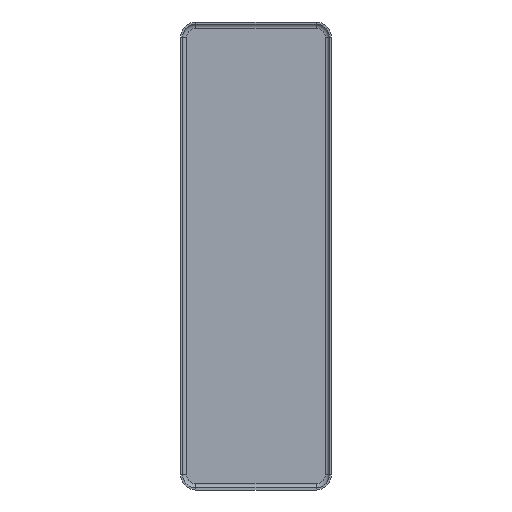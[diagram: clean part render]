
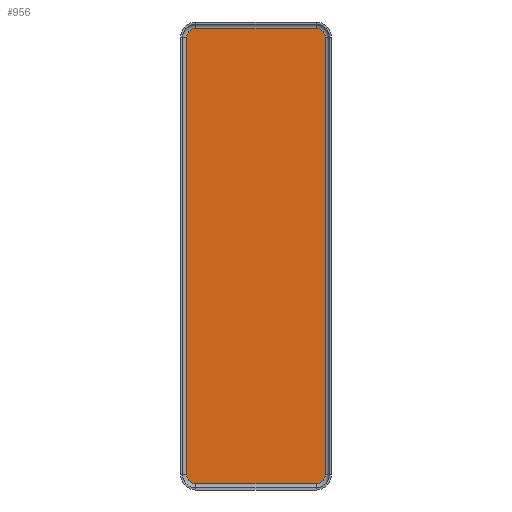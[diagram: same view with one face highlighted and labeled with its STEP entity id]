
A CAD part, front view. The second image highlights one B-rep face of the part: STEP entity #956.
In plain terms, the highlighted planar face has unit normal (0, -1, 0).
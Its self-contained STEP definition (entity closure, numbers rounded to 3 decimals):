
#16 = CARTESIAN_POINT ( 'NONE',  ( -6.8, -0.2, 21.5 ) ) ;
#19 = CARTESIAN_POINT ( 'NONE',  ( 5.9, -0.2, 21.5 ) ) ;
#20 = AXIS2_PLACEMENT_3D ( 'NONE', #729, #820, #363 ) ;
#23 = LINE ( 'NONE', #837, #795 ) ;
#70 = LINE ( 'NONE', #973, #327 ) ;
#80 = AXIS2_PLACEMENT_3D ( 'NONE', #88, #352, #357 ) ;
#82 = DIRECTION ( 'NONE',  ( 0., 0., 1. ) ) ;
#88 = CARTESIAN_POINT ( 'NONE',  ( -5.9, -0.2, 21.5 ) ) ;
#170 = VERTEX_POINT ( 'NONE', #629 ) ;
#218 = ORIENTED_EDGE ( 'NONE', *, *, #567, .F. ) ;
#235 = AXIS2_PLACEMENT_3D ( 'NONE', #19, #931, #1128 ) ;
#245 = VERTEX_POINT ( 'NONE', #262 ) ;
#262 = CARTESIAN_POINT ( 'NONE',  ( -6.8, -0.2, -21.5 ) ) ;
#268 = CIRCLE ( 'NONE', #80, 0.9 ) ;
#270 = CARTESIAN_POINT ( 'NONE',  ( 5.9, -0.2, -21.5 ) ) ;
#283 = CIRCLE ( 'NONE', #636, 0.9 ) ;
#289 = DIRECTION ( 'NONE',  ( 1., 0., 0. ) ) ;
#314 = CARTESIAN_POINT ( 'NONE',  ( 6.8, -0.2, -21.5 ) ) ;
#327 = VECTOR ( 'NONE', #877, 1000. ) ;
#328 = VERTEX_POINT ( 'NONE', #678 ) ;
#343 = VECTOR ( 'NONE', #766, 1000. ) ;
#352 = DIRECTION ( 'NONE',  ( 0., 1., 0. ) ) ;
#357 = DIRECTION ( 'NONE',  ( 0., 0., 1. ) ) ;
#363 = DIRECTION ( 'NONE',  ( 0., 0., 1. ) ) ;
#366 = VERTEX_POINT ( 'NONE', #774 ) ;
#367 = EDGE_CURVE ( 'NONE', #974, #328, #995, .T. ) ;
#379 = ORIENTED_EDGE ( 'NONE', *, *, #738, .F. ) ;
#387 = CARTESIAN_POINT ( 'NONE',  ( -6.8, -0.2, -21.5 ) ) ;
#423 = ORIENTED_EDGE ( 'NONE', *, *, #986, .F. ) ;
#450 = DIRECTION ( 'NONE',  ( -1., 0., 0. ) ) ;
#465 = CARTESIAN_POINT ( 'NONE',  ( 5.9, -0.2, 22.4 ) ) ;
#471 = LINE ( 'NONE', #387, #343 ) ;
#504 = EDGE_CURVE ( 'NONE', #366, #245, #603, .T. ) ;
#529 = DIRECTION ( 'NONE',  ( 0., 0., -1. ) ) ;
#530 = DIRECTION ( 'NONE',  ( 0., 1., 0. ) ) ;
#548 = EDGE_CURVE ( 'NONE', #1067, #1089, #283, .T. ) ;
#558 = AXIS2_PLACEMENT_3D ( 'NONE', #924, #654, #529 ) ;
#564 = ORIENTED_EDGE ( 'NONE', *, *, #592, .F. ) ;
#567 = EDGE_CURVE ( 'NONE', #1089, #366, #724, .T. ) ;
#568 = ORIENTED_EDGE ( 'NONE', *, *, #504, .F. ) ;
#592 = EDGE_CURVE ( 'NONE', #937, #170, #268, .T. ) ;
#603 = CIRCLE ( 'NONE', #20, 0.9 ) ;
#629 = CARTESIAN_POINT ( 'NONE',  ( -5.9, -0.2, 22.4 ) ) ;
#633 = CARTESIAN_POINT ( 'NONE',  ( 5.9, -0.2, -22.4 ) ) ;
#636 = AXIS2_PLACEMENT_3D ( 'NONE', #270, #530, #82 ) ;
#654 = DIRECTION ( 'NONE',  ( 0., -1., 0. ) ) ;
#678 = CARTESIAN_POINT ( 'NONE',  ( 6.8, -0.2, 21.5 ) ) ;
#682 = ORIENTED_EDGE ( 'NONE', *, *, #796, .F. ) ;
#724 = LINE ( 'NONE', #633, #1106 ) ;
#729 = CARTESIAN_POINT ( 'NONE',  ( -5.9, -0.2, -21.5 ) ) ;
#737 = PLANE ( 'NONE',  #558 ) ;
#738 = EDGE_CURVE ( 'NONE', #245, #937, #471, .T. ) ;
#766 = DIRECTION ( 'NONE',  ( 0., 0., 1. ) ) ;
#774 = CARTESIAN_POINT ( 'NONE',  ( -5.9, -0.2, -22.4 ) ) ;
#795 = VECTOR ( 'NONE', #289, 1000. ) ;
#796 = EDGE_CURVE ( 'NONE', #328, #1067, #70, .T. ) ;
#820 = DIRECTION ( 'NONE',  ( 0., 1., 0. ) ) ;
#837 = CARTESIAN_POINT ( 'NONE',  ( -5.9, -0.2, 22.4 ) ) ;
#860 = ORIENTED_EDGE ( 'NONE', *, *, #548, .F. ) ;
#877 = DIRECTION ( 'NONE',  ( 0., 0., -1. ) ) ;
#924 = CARTESIAN_POINT ( 'NONE',  ( 5.9, -0.2, 21.5 ) ) ;
#931 = DIRECTION ( 'NONE',  ( 0., 1., 0. ) ) ;
#937 = VERTEX_POINT ( 'NONE', #16 ) ;
#953 = CARTESIAN_POINT ( 'NONE',  ( 5.9, -0.2, -22.4 ) ) ;
#956 = ADVANCED_FACE ( 'NONE', ( #1097 ), #737, .T. ) ;
#969 = ORIENTED_EDGE ( 'NONE', *, *, #367, .F. ) ;
#973 = CARTESIAN_POINT ( 'NONE',  ( 6.8, -0.2, 21.5 ) ) ;
#974 = VERTEX_POINT ( 'NONE', #465 ) ;
#986 = EDGE_CURVE ( 'NONE', #170, #974, #23, .T. ) ;
#995 = CIRCLE ( 'NONE', #235, 0.9 ) ;
#1067 = VERTEX_POINT ( 'NONE', #314 ) ;
#1089 = VERTEX_POINT ( 'NONE', #953 ) ;
#1097 = FACE_OUTER_BOUND ( 'NONE', #1141, .T. ) ;
#1106 = VECTOR ( 'NONE', #450, 1000. ) ;
#1128 = DIRECTION ( 'NONE',  ( 0., 0., 1. ) ) ;
#1141 = EDGE_LOOP ( 'NONE', ( #969, #423, #564, #379, #568, #218, #860, #682 ) ) ;
